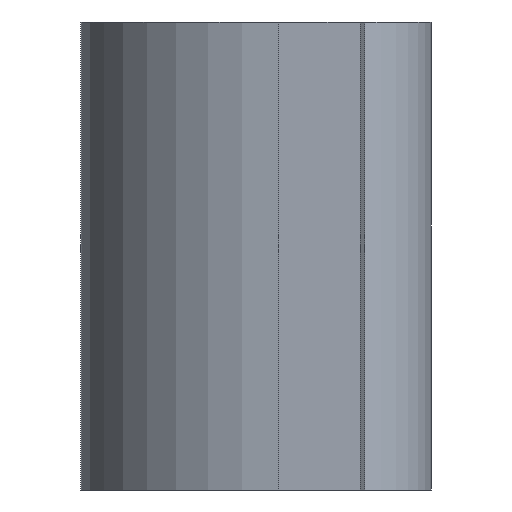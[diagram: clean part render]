
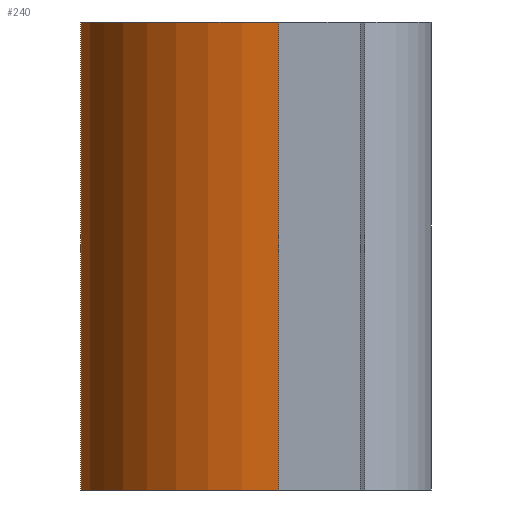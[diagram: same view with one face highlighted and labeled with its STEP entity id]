
A CAD part, left-side view. The second image highlights one B-rep face of the part: STEP entity #240.
In plain terms, the highlighted cylindrical face has radius 3.25 mm (diameter 6.5 mm), a partial arc.
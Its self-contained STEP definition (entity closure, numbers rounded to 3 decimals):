
#8 = CARTESIAN_POINT ( 'NONE',  ( -3.238, 0.283, 3.5 ) ) ;
#33 = CARTESIAN_POINT ( 'NONE',  ( 3.25, 0., 3.5 ) ) ;
#52 = VERTEX_POINT ( 'NONE', #601 ) ;
#59 = DIRECTION ( 'NONE',  ( 0., 0., -1. ) ) ;
#64 = VECTOR ( 'NONE', #489, 1000. ) ;
#67 = CARTESIAN_POINT ( 'NONE',  ( 0., 0., 3.5 ) ) ;
#70 = CIRCLE ( 'NONE', #532, 3.25 ) ;
#73 = CIRCLE ( 'NONE', #534, 3.25 ) ;
#80 = LINE ( 'NONE', #287, #64 ) ;
#92 = DIRECTION ( 'NONE',  ( -1., 0., 0. ) ) ;
#132 = VECTOR ( 'NONE', #571, 1000. ) ;
#142 = LINE ( 'NONE', #578, #132 ) ;
#188 = CARTESIAN_POINT ( 'NONE',  ( 3.25, 0., -3.5 ) ) ;
#190 = ORIENTED_EDGE ( 'NONE', *, *, #455, .T. ) ;
#193 = CARTESIAN_POINT ( 'NONE',  ( 0., 0., 3.5 ) ) ;
#196 = DIRECTION ( 'NONE',  ( 0., 0., 1. ) ) ;
#199 = DIRECTION ( 'NONE',  ( 1., 0., 0. ) ) ;
#229 = CYLINDRICAL_SURFACE ( 'NONE', #558, 3.25 ) ;
#230 = ORIENTED_EDGE ( 'NONE', *, *, #318, .F. ) ;
#240 = ADVANCED_FACE ( 'NONE', ( #270 ), #229, .T. ) ;
#242 = CARTESIAN_POINT ( 'NONE',  ( 0., 0., -3.5 ) ) ;
#246 = DIRECTION ( 'NONE',  ( 0., 0., 1. ) ) ;
#248 = DIRECTION ( 'NONE',  ( 1., 0., 0. ) ) ;
#270 = FACE_OUTER_BOUND ( 'NONE', #451, .T. ) ;
#287 = CARTESIAN_POINT ( 'NONE',  ( 3.25, 0., 3.5 ) ) ;
#318 = EDGE_CURVE ( 'NONE', #386, #52, #142, .T. ) ;
#386 = VERTEX_POINT ( 'NONE', #8 ) ;
#389 = VERTEX_POINT ( 'NONE', #33 ) ;
#443 = EDGE_CURVE ( 'NONE', #389, #386, #73, .T. ) ;
#451 = EDGE_LOOP ( 'NONE', ( #190, #230, #587, #569 ) ) ;
#455 = EDGE_CURVE ( 'NONE', #460, #52, #70, .T. ) ;
#460 = VERTEX_POINT ( 'NONE', #188 ) ;
#489 = DIRECTION ( 'NONE',  ( 0., 0., -1. ) ) ;
#490 = EDGE_CURVE ( 'NONE', #389, #460, #80, .T. ) ;
#532 = AXIS2_PLACEMENT_3D ( 'NONE', #242, #246, #248 ) ;
#534 = AXIS2_PLACEMENT_3D ( 'NONE', #193, #196, #199 ) ;
#558 = AXIS2_PLACEMENT_3D ( 'NONE', #67, #59, #92 ) ;
#569 = ORIENTED_EDGE ( 'NONE', *, *, #490, .T. ) ;
#571 = DIRECTION ( 'NONE',  ( 0., 0., -1. ) ) ;
#578 = CARTESIAN_POINT ( 'NONE',  ( -3.238, 0.283, 3.5 ) ) ;
#587 = ORIENTED_EDGE ( 'NONE', *, *, #443, .F. ) ;
#601 = CARTESIAN_POINT ( 'NONE',  ( -3.238, 0.283, -3.5 ) ) ;
